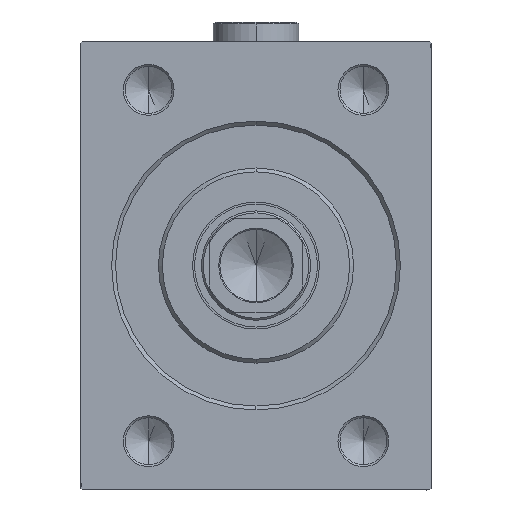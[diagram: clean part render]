
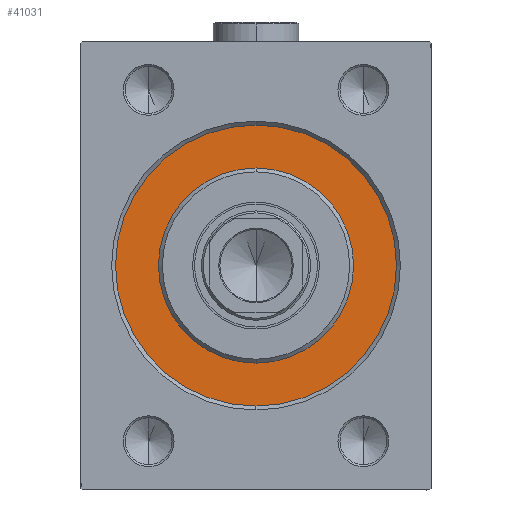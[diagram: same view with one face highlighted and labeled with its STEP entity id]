
A CAD part, left-side view. The second image highlights one B-rep face of the part: STEP entity #41031.
In plain terms, the highlighted face is planar.
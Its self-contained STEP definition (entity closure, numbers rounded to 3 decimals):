
#822 = EDGE_LOOP ( 'NONE', ( #22467, #44140 ) ) ;
#1122 = FACE_BOUND ( 'NONE', #822, .T. ) ;
#2153 = EDGE_CURVE ( 'NONE', #40535, #33458, #40688, .T. ) ;
#3481 = DIRECTION ( 'NONE',  ( 0., 0., 1. ) ) ;
#5318 = AXIS2_PLACEMENT_3D ( 'NONE', #19618, #12466, #37610 ) ;
#6802 = CIRCLE ( 'NONE', #5318, 25. ) ;
#7001 = CARTESIAN_POINT ( 'NONE',  ( 0., 0., -36. ) ) ;
#7187 = CARTESIAN_POINT ( 'NONE',  ( 0., 0., 0. ) ) ;
#8302 = EDGE_CURVE ( 'NONE', #33458, #40535, #6802, .T. ) ;
#8497 = ORIENTED_EDGE ( 'NONE', *, *, #23394, .F. ) ;
#9222 = CIRCLE ( 'NONE', #45356, 36. ) ;
#10735 = CARTESIAN_POINT ( 'NONE',  ( 0., 0., 0. ) ) ;
#10783 = ORIENTED_EDGE ( 'NONE', *, *, #31588, .F. ) ;
#11096 = DIRECTION ( 'NONE',  ( -1., 0., 0. ) ) ;
#11974 = DIRECTION ( 'NONE',  ( -1., 0., 0. ) ) ;
#12466 = DIRECTION ( 'NONE',  ( 1., 0., 0. ) ) ;
#13038 = AXIS2_PLACEMENT_3D ( 'NONE', #43399, #11974, #26056 ) ;
#15442 = FACE_OUTER_BOUND ( 'NONE', #35943, .T. ) ;
#18187 = CARTESIAN_POINT ( 'NONE',  ( 0., 0., -25. ) ) ;
#18664 = VERTEX_POINT ( 'NONE', #41359 ) ;
#19618 = CARTESIAN_POINT ( 'NONE',  ( 0., 0., 0. ) ) ;
#21354 = DIRECTION ( 'NONE',  ( -1., 0., 0. ) ) ;
#21747 = DIRECTION ( 'NONE',  ( 0., 0., -1. ) ) ;
#22467 = ORIENTED_EDGE ( 'NONE', *, *, #2153, .F. ) ;
#23394 = EDGE_CURVE ( 'NONE', #34649, #18664, #36575, .T. ) ;
#24429 = AXIS2_PLACEMENT_3D ( 'NONE', #39080, #43005, #21747 ) ;
#26056 = DIRECTION ( 'NONE',  ( 0., 0., 1. ) ) ;
#31588 = EDGE_CURVE ( 'NONE', #18664, #34649, #9222, .T. ) ;
#33458 = VERTEX_POINT ( 'NONE', #18187 ) ;
#34351 = AXIS2_PLACEMENT_3D ( 'NONE', #7187, #11096, #3481 ) ;
#34649 = VERTEX_POINT ( 'NONE', #7001 ) ;
#35943 = EDGE_LOOP ( 'NONE', ( #8497, #10783 ) ) ;
#36575 = CIRCLE ( 'NONE', #34351, 36. ) ;
#37129 = PLANE ( 'NONE',  #13038 ) ;
#37610 = DIRECTION ( 'NONE',  ( 0., 0., -1. ) ) ;
#39080 = CARTESIAN_POINT ( 'NONE',  ( 0., 0., 0. ) ) ;
#39132 = DIRECTION ( 'NONE',  ( 0., 0., 1. ) ) ;
#40535 = VERTEX_POINT ( 'NONE', #42541 ) ;
#40688 = CIRCLE ( 'NONE', #24429, 25. ) ;
#41031 = ADVANCED_FACE ( 'NONE', ( #1122, #15442 ), #37129, .F. ) ;
#41359 = CARTESIAN_POINT ( 'NONE',  ( 0., 0., 36. ) ) ;
#42541 = CARTESIAN_POINT ( 'NONE',  ( 0., 0., 25. ) ) ;
#43005 = DIRECTION ( 'NONE',  ( 1., 0., 0. ) ) ;
#43399 = CARTESIAN_POINT ( 'NONE',  ( 0., 0., 0. ) ) ;
#44140 = ORIENTED_EDGE ( 'NONE', *, *, #8302, .F. ) ;
#45356 = AXIS2_PLACEMENT_3D ( 'NONE', #10735, #21354, #39132 ) ;
